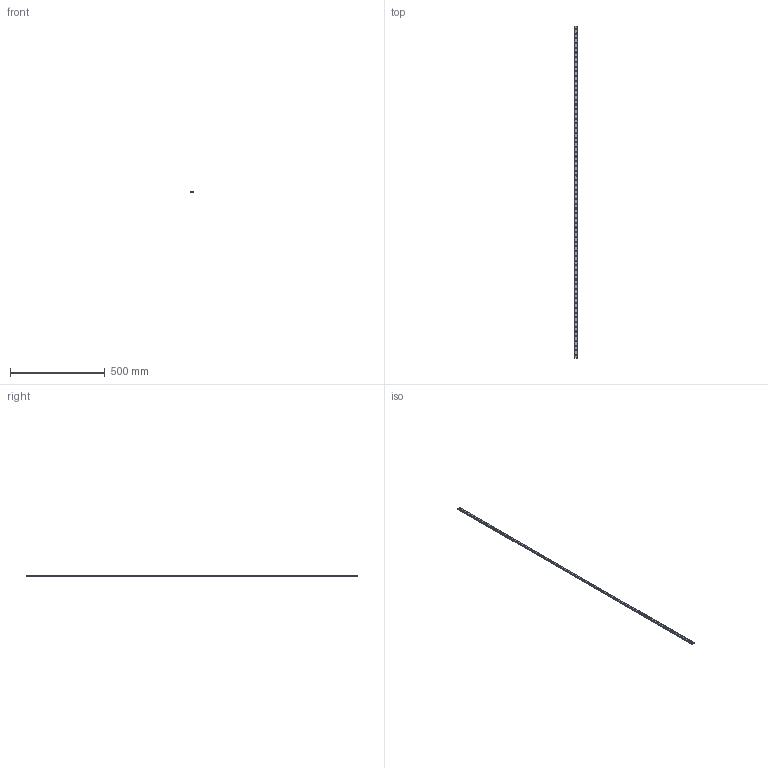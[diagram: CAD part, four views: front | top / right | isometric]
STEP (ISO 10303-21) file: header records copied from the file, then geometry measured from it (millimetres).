
FILE_DESCRIPTION(('STEP AP214'),'1');
FILE_NAME('cctmp_9F4CF8AB-0252-4EB2-8245-B9C0DA49EE75_2021_02_19_11_29_01_0301..stp','2021-02-19T10:29:01',('HIWIN GmbH'),('CADClick - www.CADClick.com'),'Spatial InterOp 3D',' ','unknown authorization');
FILE_SCHEMA(('AUTOMOTIVE_DESIGN'));
Length unit declared in the file: millimetre
Products named in the file (1): MGNR12R1755CM_FILE
Bounding box: 12 x 1755 x 8 mm (x, y, z)
Volume: 150339.3 mm3; surface area: 87227.9 mm2
Topology: 1 solids, 1 shells, 725 faces, 1527 edges, 1018 vertices
Faces by surface type: cylinder 436, plane 289
Entity records: 25657 total; most frequent: DIRECTION 3851, CARTESIAN_POINT 3271, ORIENTED_EDGE 3054, AXIS2_PLACEMENT_3D 1598, EDGE_CURVE 1527, VERTEX_POINT 1018, EDGE_LOOP 939, CIRCLE 872
